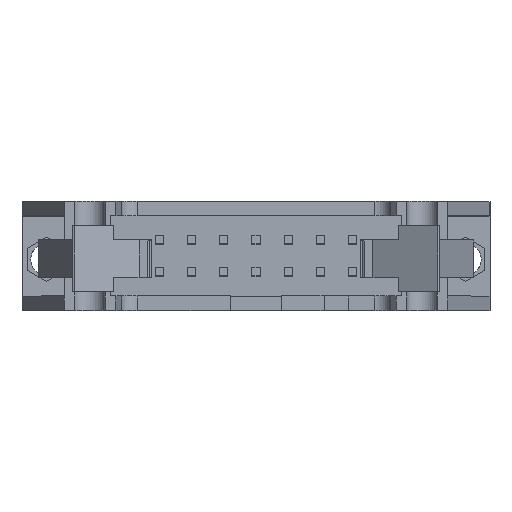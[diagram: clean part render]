
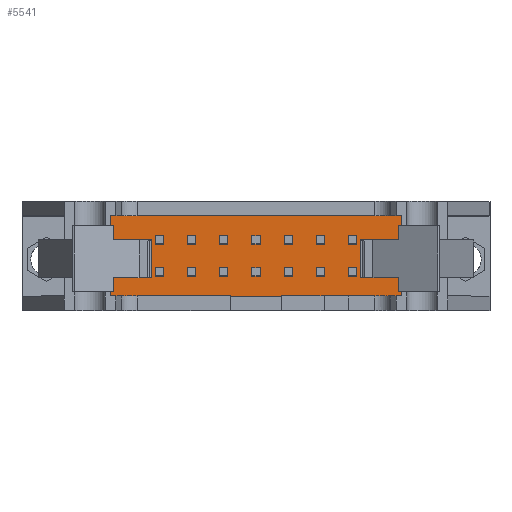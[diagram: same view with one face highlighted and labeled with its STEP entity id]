
A CAD part, top view. The second image highlights one B-rep face of the part: STEP entity #5541.
In plain terms, the highlighted planar face has unit normal (0, 0, 1).
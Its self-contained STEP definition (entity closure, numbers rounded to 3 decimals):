
#277=FACE_OUTER_BOUND($,#624,.T.);
#624=EDGE_LOOP($,(#4041,#4042,#4043,#4044,#4045,#4046,#4047,#4048,#4049,
#4050,#4051,#4052,#4053,#4054));
#986=LINE($,#8294,#1677);
#991=LINE($,#8307,#1682);
#997=LINE($,#8318,#1688);
#1000=LINE($,#8329,#1691);
#1100=LINE($,#8732,#1791);
#1101=LINE($,#8734,#1792);
#1102=LINE($,#8736,#1793);
#1103=LINE($,#8739,#1794);
#1104=LINE($,#8741,#1795);
#1105=LINE($,#8743,#1796);
#1106=LINE($,#8745,#1797);
#1107=LINE($,#8747,#1798);
#1108=LINE($,#8749,#1799);
#1109=LINE($,#8750,#1800);
#1677=VECTOR($,#6417,1.448);
#1682=VECTOR($,#6426,9.525);
#1688=VECTOR($,#6434,3.302);
#1691=VECTOR($,#6443,3.302);
#1791=VECTOR($,#6675,1.448);
#1792=VECTOR($,#6678,9.525);
#1793=VECTOR($,#6681,4.064);
#1794=VECTOR($,#6684,2.997);
#1795=VECTOR($,#6685,3.302);
#1796=VECTOR($,#6686,1.905);
#1797=VECTOR($,#6687,23.114);
#1798=VECTOR($,#6688,1.905);
#1799=VECTOR($,#6689,3.302);
#1800=VECTOR($,#6690,2.997);
#2380=VERTEX_POINT($,#8287);
#2383=VERTEX_POINT($,#8292);
#2389=VERTEX_POINT($,#8306);
#2393=VERTEX_POINT($,#8316);
#2397=VERTEX_POINT($,#8327);
#2398=VERTEX_POINT($,#8328);
#2408=VERTEX_POINT($,#8359);
#2455=VERTEX_POINT($,#8730);
#2456=VERTEX_POINT($,#8738);
#2457=VERTEX_POINT($,#8740);
#2458=VERTEX_POINT($,#8742);
#2459=VERTEX_POINT($,#8744);
#2460=VERTEX_POINT($,#8746);
#2461=VERTEX_POINT($,#8748);
#2919=EDGE_CURVE($,#2380,#2383,#986,.F.);
#2925=EDGE_CURVE($,#2389,#2380,#991,.F.);
#2931=EDGE_CURVE($,#2383,#2393,#997,.F.);
#2936=EDGE_CURVE($,#2397,#2398,#1000,.F.);
#3050=EDGE_CURVE($,#2398,#2455,#1100,.F.);
#3051=EDGE_CURVE($,#2455,#2408,#1101,.F.);
#3052=EDGE_CURVE($,#2389,#2408,#1102,.T.);
#3053=EDGE_CURVE($,#2456,#2393,#1103,.F.);
#3054=EDGE_CURVE($,#2457,#2456,#1104,.F.);
#3055=EDGE_CURVE($,#2458,#2457,#1105,.F.);
#3056=EDGE_CURVE($,#2459,#2458,#1106,.F.);
#3057=EDGE_CURVE($,#2460,#2459,#1107,.F.);
#3058=EDGE_CURVE($,#2461,#2460,#1108,.F.);
#3059=EDGE_CURVE($,#2397,#2461,#1109,.F.);
#4041=ORIENTED_EDGE($,*,*,#2931,.T.);
#4042=ORIENTED_EDGE($,*,*,#3053,.F.);
#4043=ORIENTED_EDGE($,*,*,#3054,.F.);
#4044=ORIENTED_EDGE($,*,*,#3055,.F.);
#4045=ORIENTED_EDGE($,*,*,#3056,.F.);
#4046=ORIENTED_EDGE($,*,*,#3057,.F.);
#4047=ORIENTED_EDGE($,*,*,#3058,.F.);
#4048=ORIENTED_EDGE($,*,*,#3059,.F.);
#4049=ORIENTED_EDGE($,*,*,#2936,.T.);
#4050=ORIENTED_EDGE($,*,*,#3050,.T.);
#4051=ORIENTED_EDGE($,*,*,#3051,.T.);
#4052=ORIENTED_EDGE($,*,*,#3052,.F.);
#4053=ORIENTED_EDGE($,*,*,#2925,.T.);
#4054=ORIENTED_EDGE($,*,*,#2919,.T.);
#5228=PLANE($,#5969);
#5541=ADVANCED_FACE($,(#277),#5228,.F.);
#5969=AXIS2_PLACEMENT_3D($,#8737,#6682,#6683);
#6417=DIRECTION($,(0.,-1.,0.));
#6426=DIRECTION($,(-1.,0.,0.));
#6434=DIRECTION($,(1.,0.,0.));
#6443=DIRECTION($,(1.,0.,0.));
#6675=DIRECTION($,(0.,1.,0.));
#6678=DIRECTION($,(-1.,0.,0.));
#6681=DIRECTION($,(-1.,0.,0.));
#6682=DIRECTION('center_axis',(0.,0.,-1.));
#6683=DIRECTION('ref_axis',(-1.,0.,0.));
#6684=DIRECTION($,(0.,1.,0.));
#6685=DIRECTION($,(1.,0.,0.));
#6686=DIRECTION($,(0.,1.,0.));
#6687=DIRECTION($,(-1.,0.,0.));
#6688=DIRECTION($,(0.,-1.,0.));
#6689=DIRECTION($,(1.,0.,0.));
#6690=DIRECTION($,(0.,-1.,0.));
#8287=CARTESIAN_POINT('',(11.557,-3.175,7.62));
#8292=CARTESIAN_POINT('',(11.557,-1.727,7.62));
#8294=CARTESIAN_POINT($,(11.557,-1.727,7.62));
#8306=CARTESIAN_POINT('',(2.032,-3.175,7.62));
#8307=CARTESIAN_POINT($,(11.557,-3.175,7.62));
#8316=CARTESIAN_POINT('',(8.255,-1.727,7.62));
#8318=CARTESIAN_POINT($,(8.255,-1.727,7.62));
#8327=CARTESIAN_POINT('',(-8.255,-1.727,7.62));
#8328=CARTESIAN_POINT('',(-11.557,-1.727,7.62));
#8329=CARTESIAN_POINT($,(-11.557,-1.727,7.62));
#8359=CARTESIAN_POINT('',(-2.032,-3.175,7.62));
#8730=CARTESIAN_POINT('',(-11.557,-3.175,7.62));
#8732=CARTESIAN_POINT($,(-11.557,-3.175,7.62));
#8734=CARTESIAN_POINT($,(-2.032,-3.175,7.62));
#8736=CARTESIAN_POINT($,(2.032,-3.175,7.62));
#8737=CARTESIAN_POINT('Origin',(12.019,-3.302,7.62));
#8738=CARTESIAN_POINT('',(8.255,1.27,7.62));
#8739=CARTESIAN_POINT($,(8.255,-1.727,7.62));
#8740=CARTESIAN_POINT('',(11.557,1.27,7.62));
#8741=CARTESIAN_POINT($,(8.255,1.27,7.62));
#8742=CARTESIAN_POINT('',(11.557,3.175,7.62));
#8743=CARTESIAN_POINT($,(11.557,1.27,7.62));
#8744=CARTESIAN_POINT('',(-11.557,3.175,7.62));
#8745=CARTESIAN_POINT($,(11.557,3.175,7.62));
#8746=CARTESIAN_POINT('',(-11.557,1.27,7.62));
#8747=CARTESIAN_POINT($,(-11.557,3.175,7.62));
#8748=CARTESIAN_POINT('',(-8.255,1.27,7.62));
#8749=CARTESIAN_POINT($,(-11.557,1.27,7.62));
#8750=CARTESIAN_POINT($,(-8.255,1.27,7.62));
